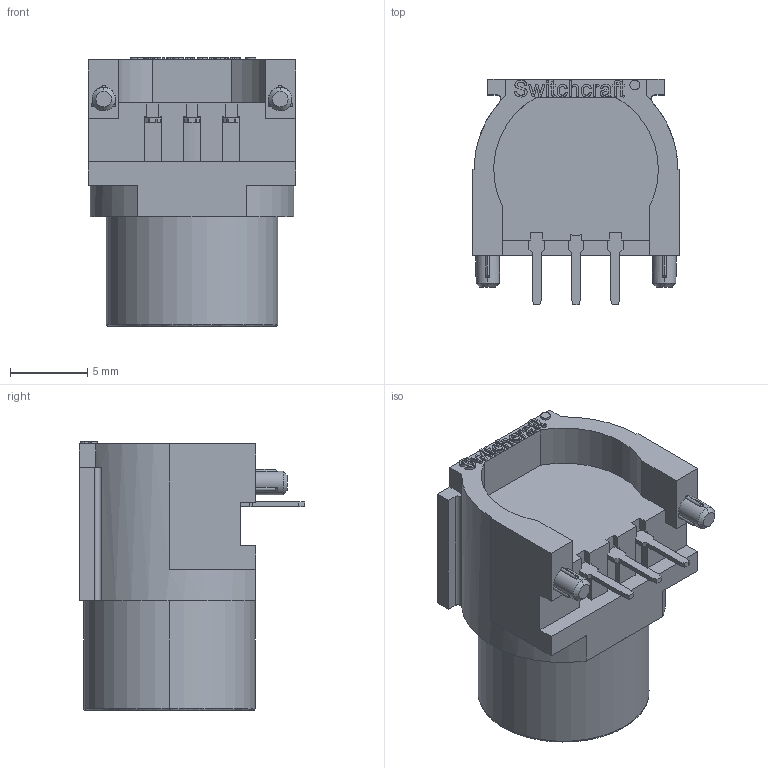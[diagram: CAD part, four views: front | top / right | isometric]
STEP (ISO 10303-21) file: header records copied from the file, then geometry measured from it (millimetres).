
FILE_DESCRIPTION (( 'STEP AP214' ), '1' );
FILE_NAME ('TRAPC3MS1X.STEP', '2014-07-02T18:12:27', ( '' ), ( '' ), 'SwSTEP 2.0', 'SolidWorks 2014', '' );
FILE_SCHEMA (( 'AUTOMOTIVE_DESIGN' ));
Length unit declared in the file: inch
Products named in the file (1): TRAPC3MS1X
Bounding box: 13.46 x 14.61 x 17.42 mm (x, y, z)
Volume: 1304.9 mm3; surface area: 1446.6 mm2
Topology: 1 solids, 1 shells, 350 faces, 965 edges, 637 vertices
Faces by surface type: plane 212, bspline 80, cylinder 37, cone 21
Entity records: 19028 total; most frequent: CARTESIAN_POINT 5949, ORIENTED_EDGE 1930, DIRECTION 1462, EDGE_CURVE 965, VECTOR 698, LINE 698, VERTEX_POINT 637, AXIS2_PLACEMENT_3D 382
